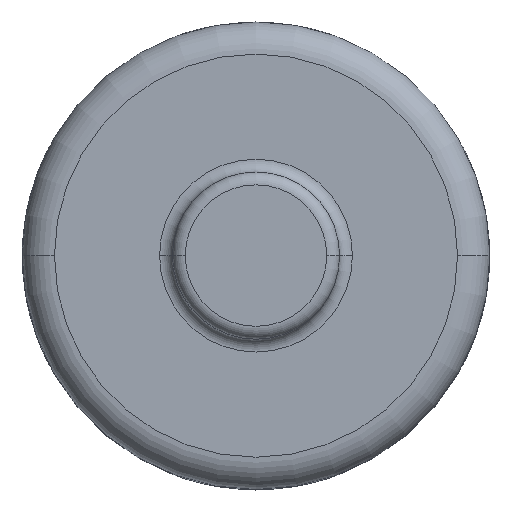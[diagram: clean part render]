
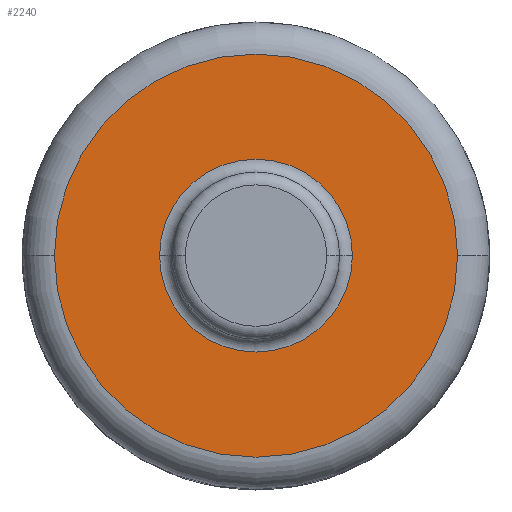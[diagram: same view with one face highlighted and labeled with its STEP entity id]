
A CAD part, top view. The second image highlights one B-rep face of the part: STEP entity #2240.
In plain terms, the highlighted planar face has unit normal (0, 0, 1).
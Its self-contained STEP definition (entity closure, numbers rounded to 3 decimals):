
#2186=CARTESIAN_POINT('Vertex',(-62.7,0.,62.)) ;
#2189=CARTESIAN_POINT('Axis2P3D Location',(0.,0.,62.)) ;
#2193=CARTESIAN_POINT('Vertex',(62.7,0.,62.)) ;
#2208=CARTESIAN_POINT('Axis2P3D Location',(0.,30.,62.)) ;
#2213=CARTESIAN_POINT('Axis2P3D Location',(0.,0.,62.)) ;
#2222=CARTESIAN_POINT('Axis2P3D Location',(0.,0.,62.)) ;
#2226=CARTESIAN_POINT('Vertex',(-30.,0.,62.)) ;
#2228=CARTESIAN_POINT('Vertex',(30.,0.,62.)) ;
#2231=CARTESIAN_POINT('Axis2P3D Location',(0.,0.,62.)) ;
#2190=DIRECTION('Axis2P3D Direction',(0.,0.,-1.)) ;
#2209=DIRECTION('Axis2P3D Direction',(0.,0.,-1.)) ;
#2210=DIRECTION('Axis2P3D XDirection',(1.,0.,0.)) ;
#2214=DIRECTION('Axis2P3D Direction',(0.,0.,-1.)) ;
#2223=DIRECTION('Axis2P3D Direction',(0.,0.,-1.)) ;
#2232=DIRECTION('Axis2P3D Direction',(0.,0.,-1.)) ;
#2191=AXIS2_PLACEMENT_3D('Circle Axis2P3D',#2189,#2190,$) ;
#2211=AXIS2_PLACEMENT_3D('Plane Axis2P3D',#2208,#2209,#2210) ;
#2215=AXIS2_PLACEMENT_3D('Circle Axis2P3D',#2213,#2214,$) ;
#2224=AXIS2_PLACEMENT_3D('Circle Axis2P3D',#2222,#2223,$) ;
#2233=AXIS2_PLACEMENT_3D('Circle Axis2P3D',#2231,#2232,$) ;
#2192=CIRCLE('generated circle',#2191,62.7) ;
#2216=CIRCLE('generated circle',#2215,62.7) ;
#2225=CIRCLE('generated circle',#2224,30.) ;
#2234=CIRCLE('generated circle',#2233,30.) ;
#2212=PLANE('',#2211) ;
#2239=FACE_BOUND('',#2236,.T.) ;
#2195=EDGE_CURVE('',#2187,#2194,#2192,.T.) ;
#2217=EDGE_CURVE('',#2187,#2194,#2216,.F.) ;
#2230=EDGE_CURVE('',#2227,#2229,#2225,.F.) ;
#2235=EDGE_CURVE('',#2227,#2229,#2234,.T.) ;
#2219=ORIENTED_EDGE('',*,*,#2195,.F.) ;
#2220=ORIENTED_EDGE('',*,*,#2217,.T.) ;
#2237=ORIENTED_EDGE('',*,*,#2230,.F.) ;
#2238=ORIENTED_EDGE('',*,*,#2235,.T.) ;
#2218=EDGE_LOOP('',(#2219,#2220)) ;
#2236=EDGE_LOOP('',(#2237,#2238)) ;
#2187=VERTEX_POINT('',#2186) ;
#2194=VERTEX_POINT('',#2193) ;
#2227=VERTEX_POINT('',#2226) ;
#2229=VERTEX_POINT('',#2228) ;
#2240=ADVANCED_FACE('PartBody',(#2221,#2239),#2212,.F.) ;
#2221=FACE_OUTER_BOUND('',#2218,.T.) ;
